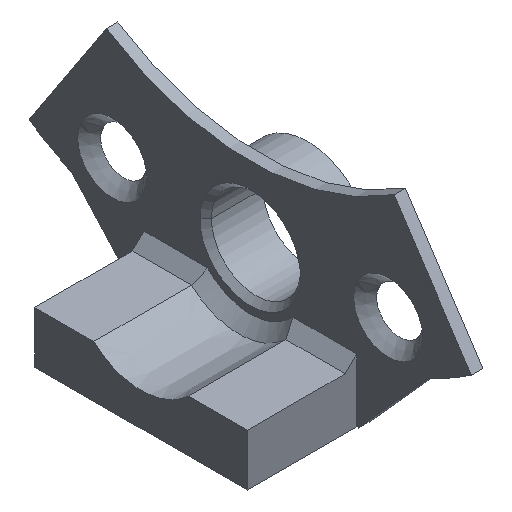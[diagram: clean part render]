
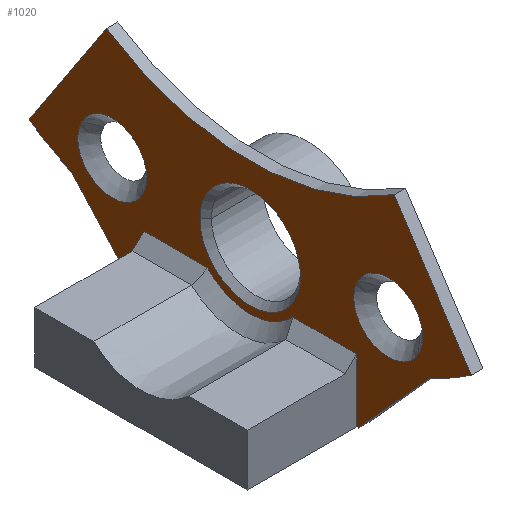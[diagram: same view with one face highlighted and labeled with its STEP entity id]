
A CAD part, isometric view. The second image highlights one B-rep face of the part: STEP entity #1020.
In plain terms, the highlighted planar face has unit normal (-1, 0, 0).
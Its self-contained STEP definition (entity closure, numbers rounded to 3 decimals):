
#131=CARTESIAN_POINT('Axis2P3D Location',(-1.,0.,0.)) ;
#135=CARTESIAN_POINT('Vertex',(-1.,25.005,-38.013)) ;
#137=CARTESIAN_POINT('Vertex',(-1.,-25.005,-38.013)) ;
#171=CARTESIAN_POINT('Line Origine',(-1.,-31.738,-48.247)) ;
#175=CARTESIAN_POINT('Vertex',(-1.,-38.47,-58.481)) ;
#368=CARTESIAN_POINT('Line Origine',(-1.,31.738,-48.247)) ;
#372=CARTESIAN_POINT('Vertex',(-1.,38.47,-58.481)) ;
#392=CARTESIAN_POINT('Line Origine',(-1.,24.905,-69.514)) ;
#396=CARTESIAN_POINT('Vertex',(-1.,18.842,-76.25)) ;
#398=CARTESIAN_POINT('Vertex',(-1.,30.967,-62.778)) ;
#423=CARTESIAN_POINT('Axis2P3D Location',(-1.,0.,0.)) ;
#435=CARTESIAN_POINT('Axis2P3D Location',(-1.,0.,0.)) ;
#439=CARTESIAN_POINT('Vertex',(-1.,-30.967,-62.778)) ;
#459=CARTESIAN_POINT('Line Origine',(-1.,-24.905,-69.514)) ;
#463=CARTESIAN_POINT('Vertex',(-1.,-18.842,-76.25)) ;
#558=CARTESIAN_POINT('Vertex',(-1.,18.5,-76.25)) ;
#561=CARTESIAN_POINT('Line Origine',(-1.,18.671,-76.25)) ;
#566=CARTESIAN_POINT('Line Origine',(-1.,-18.671,-76.25)) ;
#570=CARTESIAN_POINT('Vertex',(-1.,-18.5,-76.25)) ;
#641=CARTESIAN_POINT('Vertex',(-1.,-8.75,-58.5)) ;
#648=CARTESIAN_POINT('Vertex',(-1.,8.75,-58.5)) ;
#651=CARTESIAN_POINT('Axis2P3D Location',(-1.,0.,-58.5)) ;
#668=CARTESIAN_POINT('Axis2P3D Location',(-1.,0.,-58.5)) ;
#689=CARTESIAN_POINT('Vertex',(-1.,-18.735,-54.123)) ;
#692=CARTESIAN_POINT('Axis2P3D Location',(-1.,-24.,-57.)) ;
#696=CARTESIAN_POINT('Vertex',(-1.,-29.265,-59.877)) ;
#712=CARTESIAN_POINT('Axis2P3D Location',(-1.,-24.,-57.)) ;
#734=CARTESIAN_POINT('Vertex',(-1.,18.735,-59.877)) ;
#737=CARTESIAN_POINT('Axis2P3D Location',(-1.,24.,-57.)) ;
#741=CARTESIAN_POINT('Vertex',(-1.,29.265,-54.123)) ;
#757=CARTESIAN_POINT('Axis2P3D Location',(-1.,24.,-57.)) ;
#845=CARTESIAN_POINT('Vertex',(-1.,-7.383,-65.25)) ;
#852=CARTESIAN_POINT('Vertex',(-1.,-18.5,-65.25)) ;
#855=CARTESIAN_POINT('Line Origine',(-1.,0.,-65.25)) ;
#876=CARTESIAN_POINT('Vertex',(-1.,18.5,-65.25)) ;
#892=CARTESIAN_POINT('Vertex',(-1.,7.383,-65.25)) ;
#895=CARTESIAN_POINT('Line Origine',(-1.,0.,-65.25)) ;
#932=CARTESIAN_POINT('Axis2P3D Location',(-1.,0.,0.)) ;
#938=CARTESIAN_POINT('Control Point',(-1.,-7.383,-65.25)) ;
#939=CARTESIAN_POINT('Control Point',(-1.,-7.29,-65.349)) ;
#940=CARTESIAN_POINT('Control Point',(-1.,-7.197,-65.445)) ;
#941=CARTESIAN_POINT('Control Point',(-1.,-7.104,-65.54)) ;
#942=CARTESIAN_POINT('Control Point',(-1.,-6.97,-65.672)) ;
#943=CARTESIAN_POINT('Control Point',(-1.,-6.835,-65.8)) ;
#944=CARTESIAN_POINT('Control Point',(-1.,-6.793,-65.839)) ;
#945=CARTESIAN_POINT('Control Point',(-1.,-5.725,-66.819)) ;
#946=CARTESIAN_POINT('Control Point',(-1.,-4.482,-67.605)) ;
#947=CARTESIAN_POINT('Control Point',(-1.,-3.164,-68.142)) ;
#948=CARTESIAN_POINT('Control Point',(-1.,-0.232,-68.77)) ;
#949=CARTESIAN_POINT('Control Point',(-1.,2.743,-68.309)) ;
#950=CARTESIAN_POINT('Control Point',(-1.,4.247,-67.759)) ;
#951=CARTESIAN_POINT('Control Point',(-1.,5.678,-66.883)) ;
#952=CARTESIAN_POINT('Control Point',(-1.,6.882,-65.756)) ;
#953=CARTESIAN_POINT('Control Point',(-1.,6.934,-65.706)) ;
#954=CARTESIAN_POINT('Control Point',(-1.,7.063,-65.581)) ;
#955=CARTESIAN_POINT('Control Point',(-1.,7.19,-65.452)) ;
#956=CARTESIAN_POINT('Control Point',(-1.,7.254,-65.386)) ;
#957=CARTESIAN_POINT('Control Point',(-1.,7.319,-65.318)) ;
#958=CARTESIAN_POINT('Control Point',(-1.,7.383,-65.25)) ;
#960=CARTESIAN_POINT('Line Origine',(-1.,-18.5,-66.25)) ;
#964=CARTESIAN_POINT('Vertex',(-1.,-18.5,-67.25)) ;
#968=CARTESIAN_POINT('Control Point',(-1.,-18.5,-67.25)) ;
#969=CARTESIAN_POINT('Control Point',(-1.,-18.5,-69.05)) ;
#970=CARTESIAN_POINT('Control Point',(-1.,-18.5,-70.85)) ;
#971=CARTESIAN_POINT('Control Point',(-1.,-18.5,-72.65)) ;
#972=CARTESIAN_POINT('Control Point',(-1.,-18.5,-74.45)) ;
#973=CARTESIAN_POINT('Control Point',(-1.,-18.5,-76.25)) ;
#976=CARTESIAN_POINT('Control Point',(-1.,18.5,-76.25)) ;
#977=CARTESIAN_POINT('Control Point',(-1.,18.5,-74.45)) ;
#978=CARTESIAN_POINT('Control Point',(-1.,18.5,-72.65)) ;
#979=CARTESIAN_POINT('Control Point',(-1.,18.5,-70.85)) ;
#980=CARTESIAN_POINT('Control Point',(-1.,18.5,-69.05)) ;
#981=CARTESIAN_POINT('Control Point',(-1.,18.5,-67.25)) ;
#982=CARTESIAN_POINT('Vertex',(-1.,18.5,-67.25)) ;
#985=CARTESIAN_POINT('Line Origine',(-1.,18.5,-66.25)) ;
#132=DIRECTION('Axis2P3D Direction',(1.,0.,0.)) ;
#172=DIRECTION('Vector Direction',(0.,-0.55,-0.835)) ;
#369=DIRECTION('Vector Direction',(0.,0.55,-0.835)) ;
#393=DIRECTION('Vector Direction',(0.,-0.669,-0.743)) ;
#424=DIRECTION('Axis2P3D Direction',(1.,0.,0.)) ;
#436=DIRECTION('Axis2P3D Direction',(1.,0.,0.)) ;
#460=DIRECTION('Vector Direction',(0.,-0.669,0.743)) ;
#562=DIRECTION('Vector Direction',(0.,-1.,0.)) ;
#567=DIRECTION('Vector Direction',(0.,-1.,0.)) ;
#652=DIRECTION('Axis2P3D Direction',(1.,0.,0.)) ;
#669=DIRECTION('Axis2P3D Direction',(1.,0.,0.)) ;
#693=DIRECTION('Axis2P3D Direction',(-1.,0.,0.)) ;
#713=DIRECTION('Axis2P3D Direction',(-1.,0.,0.)) ;
#738=DIRECTION('Axis2P3D Direction',(-1.,0.,0.)) ;
#758=DIRECTION('Axis2P3D Direction',(-1.,0.,0.)) ;
#856=DIRECTION('Vector Direction',(0.,1.,0.)) ;
#896=DIRECTION('Vector Direction',(0.,1.,0.)) ;
#933=DIRECTION('Axis2P3D Direction',(1.,0.,0.)) ;
#934=DIRECTION('Axis2P3D XDirection',(0.,1.,0.)) ;
#961=DIRECTION('Vector Direction',(0.,0.,-1.)) ;
#986=DIRECTION('Vector Direction',(0.,0.,-1.)) ;
#133=AXIS2_PLACEMENT_3D('Circle Axis2P3D',#131,#132,$) ;
#425=AXIS2_PLACEMENT_3D('Circle Axis2P3D',#423,#424,$) ;
#437=AXIS2_PLACEMENT_3D('Circle Axis2P3D',#435,#436,$) ;
#653=AXIS2_PLACEMENT_3D('Circle Axis2P3D',#651,#652,$) ;
#670=AXIS2_PLACEMENT_3D('Circle Axis2P3D',#668,#669,$) ;
#694=AXIS2_PLACEMENT_3D('Circle Axis2P3D',#692,#693,$) ;
#714=AXIS2_PLACEMENT_3D('Circle Axis2P3D',#712,#713,$) ;
#739=AXIS2_PLACEMENT_3D('Circle Axis2P3D',#737,#738,$) ;
#759=AXIS2_PLACEMENT_3D('Circle Axis2P3D',#757,#758,$) ;
#935=AXIS2_PLACEMENT_3D('Plane Axis2P3D',#932,#933,#934) ;
#991=ORIENTED_EDGE('',*,*,#959,.F.) ;
#992=ORIENTED_EDGE('',*,*,#859,.T.) ;
#993=ORIENTED_EDGE('',*,*,#966,.T.) ;
#994=ORIENTED_EDGE('',*,*,#974,.F.) ;
#995=ORIENTED_EDGE('',*,*,#572,.F.) ;
#996=ORIENTED_EDGE('',*,*,#465,.F.) ;
#997=ORIENTED_EDGE('',*,*,#441,.F.) ;
#998=ORIENTED_EDGE('',*,*,#177,.F.) ;
#999=ORIENTED_EDGE('',*,*,#139,.F.) ;
#1000=ORIENTED_EDGE('',*,*,#374,.F.) ;
#1001=ORIENTED_EDGE('',*,*,#427,.F.) ;
#1002=ORIENTED_EDGE('',*,*,#400,.F.) ;
#1003=ORIENTED_EDGE('',*,*,#565,.F.) ;
#1004=ORIENTED_EDGE('',*,*,#984,.F.) ;
#1005=ORIENTED_EDGE('',*,*,#989,.T.) ;
#1006=ORIENTED_EDGE('',*,*,#899,.T.) ;
#1009=ORIENTED_EDGE('',*,*,#655,.T.) ;
#1010=ORIENTED_EDGE('',*,*,#672,.T.) ;
#1013=ORIENTED_EDGE('',*,*,#698,.T.) ;
#1014=ORIENTED_EDGE('',*,*,#716,.T.) ;
#1017=ORIENTED_EDGE('',*,*,#743,.T.) ;
#1018=ORIENTED_EDGE('',*,*,#761,.T.) ;
#1011=FACE_BOUND('',#1008,.T.) ;
#1015=FACE_BOUND('',#1012,.T.) ;
#1019=FACE_BOUND('',#1016,.T.) ;
#173=VECTOR('Line Direction',#172,1.) ;
#370=VECTOR('Line Direction',#369,1.) ;
#394=VECTOR('Line Direction',#393,1.) ;
#461=VECTOR('Line Direction',#460,1.) ;
#563=VECTOR('Line Direction',#562,1.) ;
#568=VECTOR('Line Direction',#567,1.) ;
#857=VECTOR('Line Direction',#856,1.) ;
#897=VECTOR('Line Direction',#896,1.) ;
#962=VECTOR('Line Direction',#961,1.) ;
#987=VECTOR('Line Direction',#986,1.) ;
#1020=ADVANCED_FACE('Corps de pi\X2\00E8\X0\ce.7',(#1007,#1011,#1015,#1019),#936,.F.) ;
#937=B_SPLINE_CURVE_WITH_KNOTS('',5,(#938,#939,#940,#941,#942,#943,#944,#945,#946,#947,#948,#949,#950,#951,#952,#953,#954,#955,#956,#957,#958),.UNSPECIFIED.,.F.,.U.,(6,3,3,3,3,3,6),(61.232,62.255,62.679,73.569,85.755,86.436,87.143),.UNSPECIFIED.) ;
#967=B_SPLINE_CURVE_WITH_KNOTS('',5,(#968,#969,#970,#971,#972,#973),.UNSPECIFIED.,.F.,.U.,(6,6),(0.,9.),.UNSPECIFIED.) ;
#975=B_SPLINE_CURVE_WITH_KNOTS('',5,(#976,#977,#978,#979,#980,#981),.UNSPECIFIED.,.F.,.U.,(6,6),(0.,9.),.UNSPECIFIED.) ;
#134=CIRCLE('generated circle',#133,45.5) ;
#426=CIRCLE('generated circle',#425,70.) ;
#438=CIRCLE('generated circle',#437,70.) ;
#654=CIRCLE('generated circle',#653,8.75) ;
#671=CIRCLE('generated circle',#670,8.75) ;
#695=CIRCLE('generated circle',#694,6.) ;
#715=CIRCLE('generated circle',#714,6.) ;
#740=CIRCLE('generated circle',#739,6.) ;
#760=CIRCLE('generated circle',#759,6.) ;
#139=EDGE_CURVE('',#136,#138,#134,.F.) ;
#177=EDGE_CURVE('',#138,#176,#174,.T.) ;
#374=EDGE_CURVE('',#373,#136,#371,.F.) ;
#400=EDGE_CURVE('',#397,#399,#395,.F.) ;
#427=EDGE_CURVE('',#399,#373,#426,.T.) ;
#441=EDGE_CURVE('',#176,#440,#438,.T.) ;
#465=EDGE_CURVE('',#440,#464,#462,.F.) ;
#565=EDGE_CURVE('',#559,#397,#564,.F.) ;
#572=EDGE_CURVE('',#464,#571,#569,.F.) ;
#655=EDGE_CURVE('',#642,#649,#654,.T.) ;
#672=EDGE_CURVE('',#649,#642,#671,.T.) ;
#698=EDGE_CURVE('',#697,#690,#695,.F.) ;
#716=EDGE_CURVE('',#690,#697,#715,.F.) ;
#743=EDGE_CURVE('',#742,#735,#740,.F.) ;
#761=EDGE_CURVE('',#735,#742,#760,.F.) ;
#859=EDGE_CURVE('',#846,#853,#858,.F.) ;
#899=EDGE_CURVE('',#877,#893,#898,.F.) ;
#959=EDGE_CURVE('',#846,#893,#937,.T.) ;
#966=EDGE_CURVE('',#853,#965,#963,.T.) ;
#974=EDGE_CURVE('',#571,#965,#967,.F.) ;
#984=EDGE_CURVE('',#983,#559,#975,.F.) ;
#989=EDGE_CURVE('',#983,#877,#988,.F.) ;
#990=EDGE_LOOP('',(#991,#992,#993,#994,#995,#996,#997,#998,#999,#1000,#1001,#1002,#1003,#1004,#1005,#1006)) ;
#1008=EDGE_LOOP('',(#1009,#1010)) ;
#1012=EDGE_LOOP('',(#1013,#1014)) ;
#1016=EDGE_LOOP('',(#1017,#1018)) ;
#1007=FACE_OUTER_BOUND('',#990,.T.) ;
#174=LINE('Line',#171,#173) ;
#371=LINE('Line',#368,#370) ;
#395=LINE('Line',#392,#394) ;
#462=LINE('Line',#459,#461) ;
#564=LINE('Line',#561,#563) ;
#569=LINE('Line',#566,#568) ;
#858=LINE('Line',#855,#857) ;
#898=LINE('Line',#895,#897) ;
#963=LINE('Line',#960,#962) ;
#988=LINE('Line',#985,#987) ;
#936=PLANE('Plane',#935) ;
#136=VERTEX_POINT('',#135) ;
#138=VERTEX_POINT('',#137) ;
#176=VERTEX_POINT('',#175) ;
#373=VERTEX_POINT('',#372) ;
#397=VERTEX_POINT('',#396) ;
#399=VERTEX_POINT('',#398) ;
#440=VERTEX_POINT('',#439) ;
#464=VERTEX_POINT('',#463) ;
#559=VERTEX_POINT('',#558) ;
#571=VERTEX_POINT('',#570) ;
#642=VERTEX_POINT('',#641) ;
#649=VERTEX_POINT('',#648) ;
#690=VERTEX_POINT('',#689) ;
#697=VERTEX_POINT('',#696) ;
#735=VERTEX_POINT('',#734) ;
#742=VERTEX_POINT('',#741) ;
#846=VERTEX_POINT('',#845) ;
#853=VERTEX_POINT('',#852) ;
#877=VERTEX_POINT('',#876) ;
#893=VERTEX_POINT('',#892) ;
#965=VERTEX_POINT('',#964) ;
#983=VERTEX_POINT('',#982) ;
